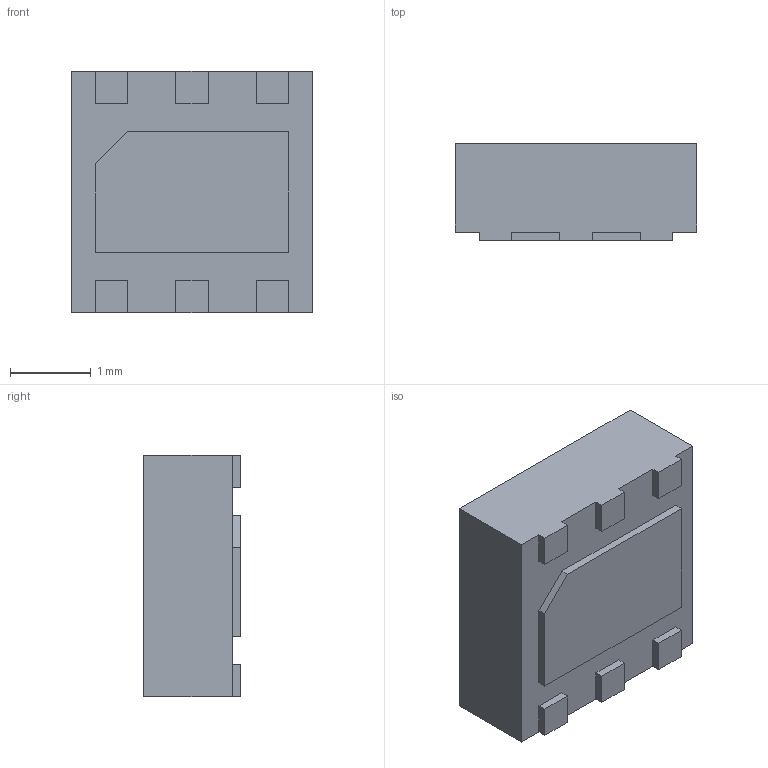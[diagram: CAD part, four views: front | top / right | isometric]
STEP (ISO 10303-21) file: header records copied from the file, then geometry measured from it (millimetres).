
FILE_DESCRIPTION (( 'STEP AP214' ), '1' );
FILE_NAME ('SHT20.STEP', '2021-08-17T10:41:41', ( '' ), ( '' ), 'SwSTEP 2.0', 'SolidWorks 2020', '' );
FILE_SCHEMA (( 'AUTOMOTIVE_DESIGN' ));
Length unit declared in the file: millimetre
Products named in the file (1): SHT20
Bounding box: 3 x 1.2 x 3 mm (x, y, z)
Volume: 10.2 mm3; surface area: 34.7 mm2
Topology: 1 solids, 1 shells, 109 faces, 294 edges, 196 vertices
Faces by surface type: plane 79, bspline 26, cylinder 4
Entity records: 5327 total; most frequent: CARTESIAN_POINT 2202, ORIENTED_EDGE 588, DIRECTION 418, EDGE_CURVE 294, LINE 234, VECTOR 234, VERTEX_POINT 196, EDGE_LOOP 118
